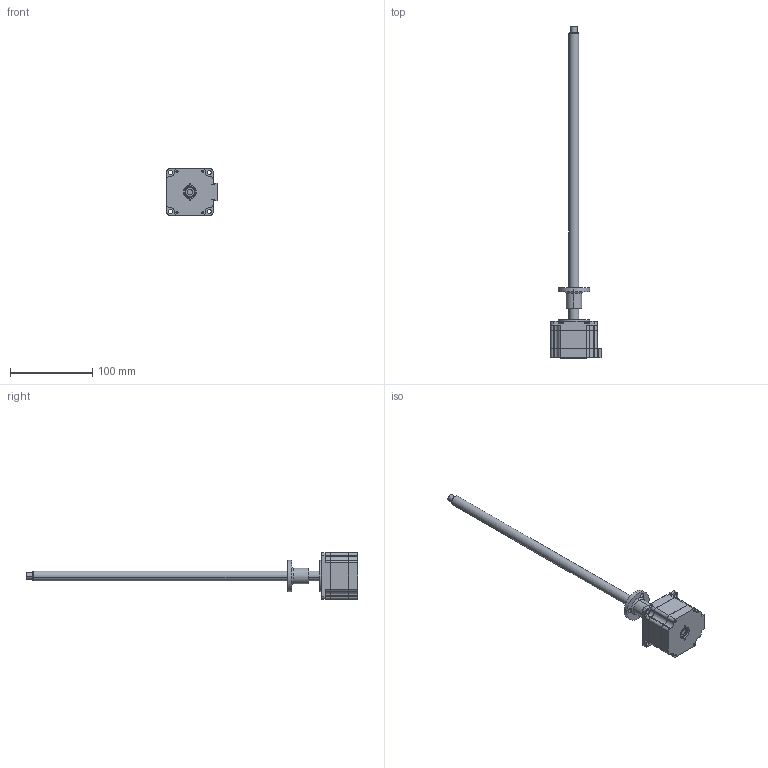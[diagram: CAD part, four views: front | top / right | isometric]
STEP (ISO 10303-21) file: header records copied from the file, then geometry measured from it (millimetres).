
FILE_DESCRIPTION (( 'STEP AP203' ), '1' );
FILE_NAME ('LE234S-T1206-350-AR6-S-210.STEP', '2018-11-20T03:21:52', ( 'Sky123.Org' ), ( 'Sky123.Org' ), 'SwSTEP 2.0', 'SolidWorks 2014', '' );
FILE_SCHEMA (( 'CONFIG_CONTROL_DESIGN' ));
Length unit declared in the file: millimetre
Products named in the file (1): LE234S-T1206-350-AR6-S-210
Bounding box: 61.2 x 402.5 x 56.2 mm (x, y, z)
Surface area: 41393.6 mm2 (no closed solid volume)
Topology: 0 solids, 26 shells, 339 faces, 1099 edges, 758 vertices
Faces by surface type: plane 163, cylinder 106, cone 56, sphere 8, torus 6
Entity records: 12425 total; most frequent: CARTESIAN_POINT 2643, DIRECTION 2105, ORIENTED_EDGE 1798, EDGE_CURVE 1099, VERTEX_POINT 758, AXIS2_PLACEMENT_3D 740, LINE 625, VECTOR 625
